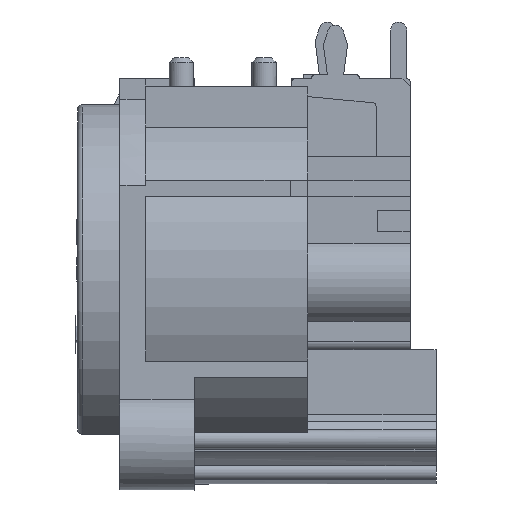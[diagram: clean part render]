
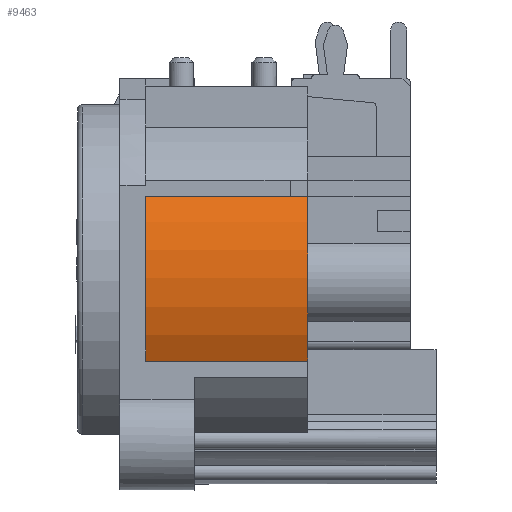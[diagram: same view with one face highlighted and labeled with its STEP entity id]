
A CAD part, left-side view. The second image highlights one B-rep face of the part: STEP entity #9463.
In plain terms, the highlighted cylindrical face has radius 10.85 mm (diameter 21.7 mm), a partial arc.
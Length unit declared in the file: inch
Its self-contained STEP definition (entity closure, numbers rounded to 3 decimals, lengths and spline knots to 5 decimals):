
#5505=CARTESIAN_POINT('',(-0.37383,-0.45669,0.20669));
#5506=VERTEX_POINT('',#5505);
#5513=CARTESIAN_POINT('',(-0.38112,-0.45669,-0.19291));
#5514=VERTEX_POINT('',#5513);
#5515=CARTESIAN_POINT('',(0.0,-0.45669,0.0));
#5516=DIRECTION('',(0.0,-1.0,0.0));
#5517=DIRECTION('',(-1.0,0.0,0.0));
#5518=AXIS2_PLACEMENT_3D('',#5515,#5516,#5517);
#5519=CIRCLE('',#5518,0.42717);
#5520=EDGE_CURVE('',#5506,#5514,#5519,.T.);
#9404=CARTESIAN_POINT('',(-0.37383,-0.06299,0.20669));
#9405=VERTEX_POINT('',#9404);
#9406=CARTESIAN_POINT('',(-0.37383,-0.45669,0.20669));
#9407=DIRECTION('',(0.0,1.0,0.0));
#9408=VECTOR('',#9407,0.3937);
#9409=LINE('',#9406,#9408);
#9410=EDGE_CURVE('',#5506,#9405,#9409,.T.);
#9439=CARTESIAN_POINT('',(0.0,0.95071,0.0));
#9440=DIRECTION('',(0.0,-1.0,0.0));
#9441=DIRECTION('',(-1.0,0.0,0.0));
#9442=AXIS2_PLACEMENT_3D('',#9439,#9440,#9441);
#9443=CYLINDRICAL_SURFACE('',#9442,0.42717);
#9444=CARTESIAN_POINT('',(-0.38112,-0.06299,-0.19291));
#9445=VERTEX_POINT('',#9444);
#9446=CARTESIAN_POINT('',(0.0,-0.06299,0.0));
#9447=DIRECTION('',(0.0,1.0,0.0));
#9448=DIRECTION('',(-1.0,0.0,0.0));
#9449=AXIS2_PLACEMENT_3D('',#9446,#9447,#9448);
#9450=CIRCLE('',#9449,0.42717);
#9451=EDGE_CURVE('',#9445,#9405,#9450,.T.);
#9452=ORIENTED_EDGE('',*,*,#9451,.F.);
#9453=CARTESIAN_POINT('',(-0.38112,-0.06299,-0.19291));
#9454=DIRECTION('',(0.0,-1.0,0.0));
#9455=VECTOR('',#9454,0.3937);
#9456=LINE('',#9453,#9455);
#9457=EDGE_CURVE('',#9445,#5514,#9456,.T.);
#9458=ORIENTED_EDGE('',*,*,#9457,.T.);
#9459=ORIENTED_EDGE('',*,*,#5520,.F.);
#9460=ORIENTED_EDGE('',*,*,#9410,.T.);
#9461=EDGE_LOOP('',(#9452,#9458,#9459,#9460));
#9462=FACE_OUTER_BOUND('',#9461,.T.);
#9463=ADVANCED_FACE('',(#9462),#9443,.T.);
